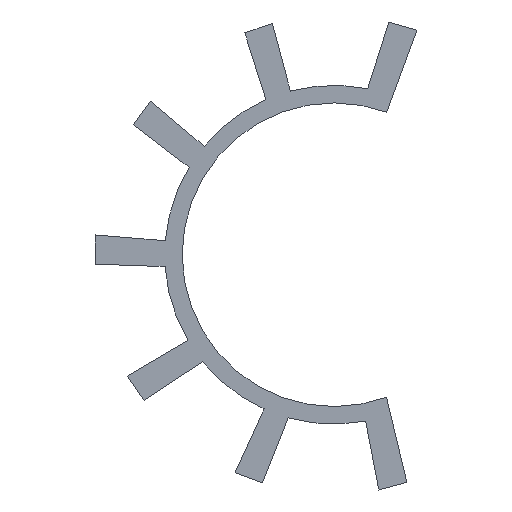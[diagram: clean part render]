
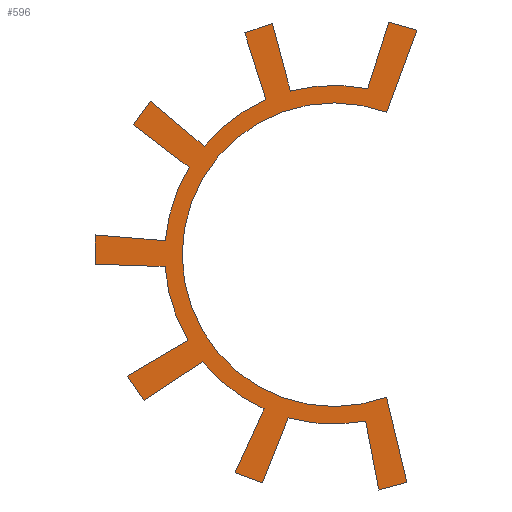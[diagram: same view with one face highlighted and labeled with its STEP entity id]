
A CAD part, front view. The second image highlights one B-rep face of the part: STEP entity #596.
In plain terms, the highlighted planar face has unit normal (0, -1, 0).
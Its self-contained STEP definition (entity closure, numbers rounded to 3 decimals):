
#15=CIRCLE('',#620,28.988);
#17=CIRCLE('',#626,28.988);
#19=CIRCLE('',#632,28.988);
#21=CIRCLE('',#638,28.988);
#23=CIRCLE('',#644,28.988);
#25=CIRCLE('',#650,25.988);
#27=CIRCLE('',#656,28.988);
#65=FACE_OUTER_BOUND('',#95,.T.);
#95=EDGE_LOOP('',(#516,#517,#518,#519,#520,#521,#522,#523,#524,#525,#526,
#527,#528,#529,#530,#531,#532,#533,#534,#535,#536,#537,#538,#539,#540,#541,
#542,#543));
#96=LINE('',#825,#166);
#100=LINE('',#833,#170);
#104=LINE('',#845,#174);
#107=LINE('',#851,#177);
#110=LINE('',#857,#180);
#114=LINE('',#869,#184);
#117=LINE('',#875,#187);
#120=LINE('',#881,#190);
#124=LINE('',#893,#194);
#127=LINE('',#899,#197);
#130=LINE('',#905,#200);
#134=LINE('',#917,#204);
#137=LINE('',#923,#207);
#140=LINE('',#929,#210);
#144=LINE('',#941,#214);
#147=LINE('',#947,#217);
#150=LINE('',#953,#220);
#154=LINE('',#965,#224);
#157=LINE('',#971,#227);
#160=LINE('',#977,#230);
#164=LINE('',#988,#234);
#166=VECTOR('',#665,10.);
#170=VECTOR('',#671,10.);
#174=VECTOR('',#683,10.);
#177=VECTOR('',#688,10.);
#180=VECTOR('',#693,10.);
#184=VECTOR('',#705,10.);
#187=VECTOR('',#710,10.);
#190=VECTOR('',#715,10.);
#194=VECTOR('',#727,10.);
#197=VECTOR('',#732,10.);
#200=VECTOR('',#737,10.);
#204=VECTOR('',#749,10.);
#207=VECTOR('',#754,10.);
#210=VECTOR('',#759,10.);
#214=VECTOR('',#771,10.);
#217=VECTOR('',#776,10.);
#220=VECTOR('',#781,10.);
#224=VECTOR('',#793,10.);
#227=VECTOR('',#798,10.);
#230=VECTOR('',#803,10.);
#234=VECTOR('',#815,10.);
#236=VERTEX_POINT('',#823);
#237=VERTEX_POINT('',#824);
#240=VERTEX_POINT('',#832);
#242=VERTEX_POINT('',#838);
#244=VERTEX_POINT('',#844);
#246=VERTEX_POINT('',#850);
#248=VERTEX_POINT('',#856);
#250=VERTEX_POINT('',#862);
#252=VERTEX_POINT('',#868);
#254=VERTEX_POINT('',#874);
#256=VERTEX_POINT('',#880);
#258=VERTEX_POINT('',#886);
#260=VERTEX_POINT('',#892);
#262=VERTEX_POINT('',#898);
#264=VERTEX_POINT('',#904);
#266=VERTEX_POINT('',#910);
#268=VERTEX_POINT('',#916);
#270=VERTEX_POINT('',#922);
#272=VERTEX_POINT('',#928);
#274=VERTEX_POINT('',#934);
#276=VERTEX_POINT('',#940);
#278=VERTEX_POINT('',#946);
#280=VERTEX_POINT('',#952);
#282=VERTEX_POINT('',#958);
#284=VERTEX_POINT('',#964);
#286=VERTEX_POINT('',#970);
#288=VERTEX_POINT('',#976);
#290=VERTEX_POINT('',#982);
#292=EDGE_CURVE('',#236,#237,#96,.T.);
#296=EDGE_CURVE('',#240,#236,#100,.T.);
#299=EDGE_CURVE('',#242,#240,#15,.T.);
#302=EDGE_CURVE('',#244,#242,#104,.T.);
#305=EDGE_CURVE('',#246,#244,#107,.T.);
#308=EDGE_CURVE('',#248,#246,#110,.T.);
#311=EDGE_CURVE('',#250,#248,#17,.T.);
#314=EDGE_CURVE('',#252,#250,#114,.T.);
#317=EDGE_CURVE('',#254,#252,#117,.T.);
#320=EDGE_CURVE('',#256,#254,#120,.T.);
#323=EDGE_CURVE('',#258,#256,#19,.T.);
#326=EDGE_CURVE('',#260,#258,#124,.T.);
#329=EDGE_CURVE('',#262,#260,#127,.T.);
#332=EDGE_CURVE('',#264,#262,#130,.T.);
#335=EDGE_CURVE('',#266,#264,#21,.T.);
#338=EDGE_CURVE('',#268,#266,#134,.T.);
#341=EDGE_CURVE('',#270,#268,#137,.T.);
#344=EDGE_CURVE('',#272,#270,#140,.T.);
#347=EDGE_CURVE('',#274,#272,#23,.T.);
#350=EDGE_CURVE('',#276,#274,#144,.T.);
#353=EDGE_CURVE('',#278,#276,#147,.T.);
#356=EDGE_CURVE('',#280,#278,#150,.T.);
#359=EDGE_CURVE('',#282,#280,#25,.T.);
#362=EDGE_CURVE('',#284,#282,#154,.T.);
#365=EDGE_CURVE('',#286,#284,#157,.T.);
#368=EDGE_CURVE('',#288,#286,#160,.T.);
#371=EDGE_CURVE('',#290,#288,#27,.T.);
#374=EDGE_CURVE('',#237,#290,#164,.T.);
#516=ORIENTED_EDGE('',*,*,#374,.F.);
#517=ORIENTED_EDGE('',*,*,#292,.F.);
#518=ORIENTED_EDGE('',*,*,#296,.F.);
#519=ORIENTED_EDGE('',*,*,#299,.F.);
#520=ORIENTED_EDGE('',*,*,#302,.F.);
#521=ORIENTED_EDGE('',*,*,#305,.F.);
#522=ORIENTED_EDGE('',*,*,#308,.F.);
#523=ORIENTED_EDGE('',*,*,#311,.F.);
#524=ORIENTED_EDGE('',*,*,#314,.F.);
#525=ORIENTED_EDGE('',*,*,#317,.F.);
#526=ORIENTED_EDGE('',*,*,#320,.F.);
#527=ORIENTED_EDGE('',*,*,#323,.F.);
#528=ORIENTED_EDGE('',*,*,#326,.F.);
#529=ORIENTED_EDGE('',*,*,#329,.F.);
#530=ORIENTED_EDGE('',*,*,#332,.F.);
#531=ORIENTED_EDGE('',*,*,#335,.F.);
#532=ORIENTED_EDGE('',*,*,#338,.F.);
#533=ORIENTED_EDGE('',*,*,#341,.F.);
#534=ORIENTED_EDGE('',*,*,#344,.F.);
#535=ORIENTED_EDGE('',*,*,#347,.F.);
#536=ORIENTED_EDGE('',*,*,#350,.F.);
#537=ORIENTED_EDGE('',*,*,#353,.F.);
#538=ORIENTED_EDGE('',*,*,#356,.F.);
#539=ORIENTED_EDGE('',*,*,#359,.F.);
#540=ORIENTED_EDGE('',*,*,#362,.F.);
#541=ORIENTED_EDGE('',*,*,#365,.F.);
#542=ORIENTED_EDGE('',*,*,#368,.F.);
#543=ORIENTED_EDGE('',*,*,#371,.F.);
#566=PLANE('',#660);
#596=ADVANCED_FACE('',(#65),#566,.F.);
#620=AXIS2_PLACEMENT_3D('',#839,#676,#677);
#626=AXIS2_PLACEMENT_3D('',#863,#698,#699);
#632=AXIS2_PLACEMENT_3D('',#887,#720,#721);
#638=AXIS2_PLACEMENT_3D('',#911,#742,#743);
#644=AXIS2_PLACEMENT_3D('',#935,#764,#765);
#650=AXIS2_PLACEMENT_3D('',#959,#786,#787);
#656=AXIS2_PLACEMENT_3D('',#983,#808,#809);
#660=AXIS2_PLACEMENT_3D('',#991,#819,#820);
#665=DIRECTION('',(0.944,0.,0.329));
#671=DIRECTION('',(-0.303,0.,0.953));
#676=DIRECTION('center_axis',(0.,1.,0.));
#677=DIRECTION('ref_axis',(0.346,0.,-0.938));
#683=DIRECTION('',(0.767,0.,-0.642));
#688=DIRECTION('',(0.583,0.,0.813));
#693=DIRECTION('',(-0.797,0.,0.605));
#698=DIRECTION('center_axis',(0.,1.,0.));
#699=DIRECTION('ref_axis',(0.346,0.,-0.938));
#705=DIRECTION('',(0.997,0.,-0.083));
#710=DIRECTION('',(0.008,0.,1.));
#715=DIRECTION('',(-0.999,0.,0.036));
#720=DIRECTION('center_axis',(0.,1.,0.));
#721=DIRECTION('ref_axis',(0.346,0.,-0.938));
#727=DIRECTION('',(0.862,0.,0.506));
#732=DIRECTION('',(-0.569,0.,0.822));
#737=DIRECTION('',(-0.837,0.,-0.547));
#742=DIRECTION('center_axis',(0.,1.,0.));
#743=DIRECTION('ref_axis',(0.346,0.,-0.938));
#749=DIRECTION('',(0.413,0.,0.911));
#754=DIRECTION('',(-0.939,0.,0.344));
#759=DIRECTION('',(-0.37,0.,-0.929));
#764=DIRECTION('center_axis',(0.,1.,0.));
#765=DIRECTION('ref_axis',(0.346,0.,-0.938));
#771=DIRECTION('',(-0.187,0.,0.982));
#776=DIRECTION('',(-0.966,0.,-0.259));
#781=DIRECTION('',(0.233,0.,-0.973));
#786=DIRECTION('center_axis',(0.,-1.,0.));
#787=DIRECTION('ref_axis',(-0.346,0.,0.938));
#793=DIRECTION('',(-0.346,0.,-0.938));
#798=DIRECTION('',(0.961,0.,-0.275));
#803=DIRECTION('',(0.301,0.,0.954));
#808=DIRECTION('center_axis',(0.,1.,0.));
#809=DIRECTION('ref_axis',(0.346,0.,-0.938));
#815=DIRECTION('',(0.257,0.,-0.966));
#819=DIRECTION('center_axis',(0.,1.,0.));
#820=DIRECTION('ref_axis',(0.,0.,1.));
#823=CARTESIAN_POINT('',(-15.28,0.,37.962));
#824=CARTESIAN_POINT('',(-10.558,0.,39.605));
#825=CARTESIAN_POINT('',(-15.28,0.,37.962));
#832=CARTESIAN_POINT('',(-11.651,0.,26.544));
#833=CARTESIAN_POINT('',(-10.736,0.,23.667));
#838=CARTESIAN_POINT('',(-22.238,0.,18.596));
#839=CARTESIAN_POINT('Origin',(0.,0.,0.));
#844=CARTESIAN_POINT('',(-31.441,0.,26.296));
#845=CARTESIAN_POINT('',(-31.441,0.,26.296));
#850=CARTESIAN_POINT('',(-34.355,0.,22.232));
#851=CARTESIAN_POINT('',(-34.355,0.,22.232));
#856=CARTESIAN_POINT('',(-24.812,0.,14.988));
#857=CARTESIAN_POINT('',(-22.408,0.,13.163));
#862=CARTESIAN_POINT('',(-28.889,0.,2.394));
#863=CARTESIAN_POINT('Origin',(0.,0.,0.));
#868=CARTESIAN_POINT('',(-40.848,0.,3.387));
#869=CARTESIAN_POINT('',(-40.848,0.,3.387));
#874=CARTESIAN_POINT('',(-40.89,0.,-1.613));
#875=CARTESIAN_POINT('',(-40.89,0.,-1.613));
#880=CARTESIAN_POINT('',(-28.916,0.,-2.038));
#881=CARTESIAN_POINT('',(-25.899,0.,-2.145));
#886=CARTESIAN_POINT('',(-24.995,0.,-14.682));
#887=CARTESIAN_POINT('Origin',(0.,0.,0.));
#892=CARTESIAN_POINT('',(-35.343,0.,-20.758));
#893=CARTESIAN_POINT('',(-35.343,0.,-20.758));
#898=CARTESIAN_POINT('',(-32.498,0.,-24.869));
#899=CARTESIAN_POINT('',(-32.498,0.,-24.869));
#904=CARTESIAN_POINT('',(-22.465,0.,-18.321));
#905=CARTESIAN_POINT('',(-19.937,0.,-16.671));
#910=CARTESIAN_POINT('',(-11.977,0.,-26.398));
#911=CARTESIAN_POINT('Origin',(0.,0.,0.));
#916=CARTESIAN_POINT('',(-16.937,0.,-37.325));
#917=CARTESIAN_POINT('',(-16.937,0.,-37.325));
#922=CARTESIAN_POINT('',(-12.243,0.,-39.047));
#923=CARTESIAN_POINT('',(-12.243,0.,-39.047));
#928=CARTESIAN_POINT('',(-7.813,0.,-27.915));
#929=CARTESIAN_POINT('',(-6.696,0.,-25.11));
#934=CARTESIAN_POINT('',(5.414,0.,-28.478));
#935=CARTESIAN_POINT('Origin',(0.,0.,0.));
#940=CARTESIAN_POINT('',(7.652,0.,-40.267));
#941=CARTESIAN_POINT('',(7.652,0.,-40.267));
#946=CARTESIAN_POINT('',(12.481,0.,-38.972));
#947=CARTESIAN_POINT('',(12.481,0.,-38.972));
#952=CARTESIAN_POINT('',(8.989,0.,-24.384));
#953=CARTESIAN_POINT('',(8.989,0.,-24.384));
#958=CARTESIAN_POINT('',(8.989,0.,24.384));
#959=CARTESIAN_POINT('Origin',(0.,0.,0.));
#964=CARTESIAN_POINT('',(14.18,0.,38.457));
#965=CARTESIAN_POINT('',(14.18,0.,38.457));
#970=CARTESIAN_POINT('',(9.373,0.,39.834));
#971=CARTESIAN_POINT('',(9.373,0.,39.834));
#976=CARTESIAN_POINT('',(5.764,0.,28.409));
#977=CARTESIAN_POINT('',(4.854,0.,25.531));
#982=CARTESIAN_POINT('',(-7.469,0.,28.009));
#983=CARTESIAN_POINT('Origin',(0.,0.,0.));
#988=CARTESIAN_POINT('',(-10.558,0.,39.605));
#991=CARTESIAN_POINT('Origin',(-13.355,0.,-0.217));
